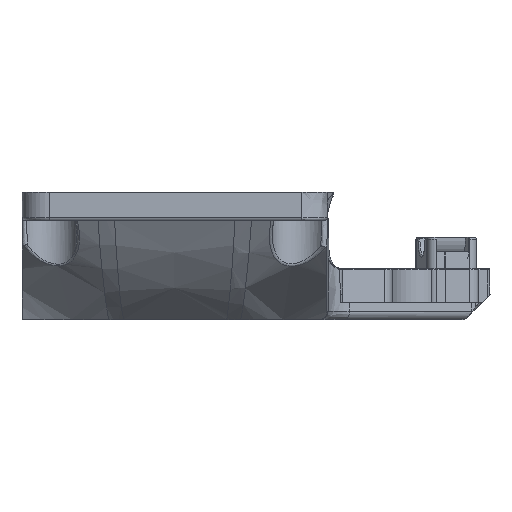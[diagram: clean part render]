
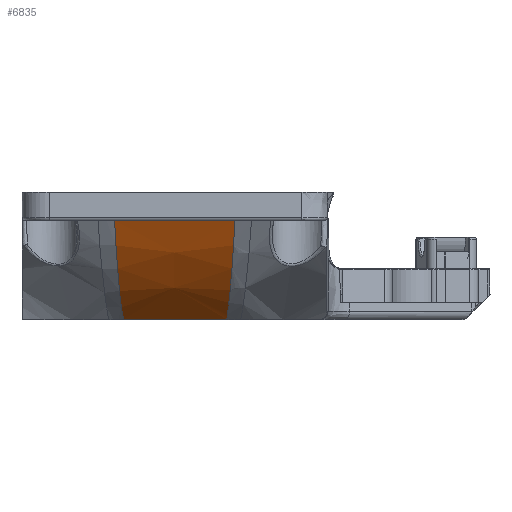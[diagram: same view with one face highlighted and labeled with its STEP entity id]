
A CAD part, front view. The second image highlights one B-rep face of the part: STEP entity #6835.
In plain terms, the highlighted free-form (B-spline) face has degree [3, 3] with [6, 4] control points.
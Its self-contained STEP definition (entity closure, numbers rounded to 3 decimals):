
#141=B_SPLINE_SURFACE_WITH_KNOTS('',3,3,((#19762,#19763,#19764,#19765),
(#19766,#19767,#19768,#19769),(#19770,#19771,#19772,#19773),(#19774,#19775,
#19776,#19777),(#19778,#19779,#19780,#19781),(#19782,#19783,#19784,#19785)),
 .UNSPECIFIED.,.F.,.F.,.F.,(4,2,4),(4,4),(0.,1.,1.996),
(0.349,1.),.UNSPECIFIED.);
#375=ELLIPSE('',#7352,67.387,35.601);
#742=B_SPLINE_CURVE_WITH_KNOTS('',3,(#19746,#19747,#19748,#19749),
 .UNSPECIFIED.,.F.,.F.,(4,4),(0.665,0.961),
 .UNSPECIFIED.);
#744=B_SPLINE_CURVE_WITH_KNOTS('',3,(#19758,#19759,#19760,#19761),
 .UNSPECIFIED.,.F.,.F.,(4,4),(0.349,0.665),
 .UNSPECIFIED.);
#745=B_SPLINE_CURVE_WITH_KNOTS('',3,(#19787,#19788,#19789,#19790,#19791,
#19792,#19793,#19794,#19795,#19796,#19797,#19798,#19799,#19800,#19801,#19802,
#19803,#19804,#19805,#19806,#19807,#19808,#19809,#19810,#19811,#19812,#19813,
#19814,#19815,#19816,#19817,#19818,#19819,#19820,#19821,#19822,#19823,#19824),
 .UNSPECIFIED.,.F.,.F.,(4,2,2,2,2,2,2,2,2,2,2,2,2,2,2,2,2,2,4),(0.668,
0.67,0.709,0.748,0.789,
0.831,0.874,0.92,0.968,
1.017,1.068,1.122,1.176,1.231,
1.236,1.249,1.268,1.299,1.34),
 .UNSPECIFIED.);
#746=B_SPLINE_CURVE_WITH_KNOTS('',3,(#19825,#19826,#19827,#19828,#19829,
#19830,#19831,#19832,#19833,#19834,#19835,#19836,#19837,#19838,#19839,#19840),
 .UNSPECIFIED.,.F.,.F.,(4,2,2,2,2,2,2,4),(0.223,0.296,
0.371,0.452,0.535,0.625,
0.633,0.668),.UNSPECIFIED.);
#1262=FACE_OUTER_BOUND('',#1657,.T.);
#1657=EDGE_LOOP('',(#5728,#5729,#5730,#5731,#5732,#5733,#5734));
#1902=LINE('',#16849,#2169);
#2003=LINE('',#19196,#2270);
#2169=VECTOR('',#7926,10.);
#2270=VECTOR('',#8359,10.);
#2887=VERTEX_POINT('',#16846);
#2888=VERTEX_POINT('',#16848);
#3077=VERTEX_POINT('',#19193);
#3078=VERTEX_POINT('',#19195);
#3092=VERTEX_POINT('',#19744);
#3093=VERTEX_POINT('',#19745);
#3094=VERTEX_POINT('',#19786);
#3760=EDGE_CURVE('',#2887,#2888,#1902,.T.);
#4031=EDGE_CURVE('',#3077,#3078,#2003,.F.);
#4061=EDGE_CURVE('',#3092,#3093,#742,.T.);
#4062=EDGE_CURVE('',#3093,#2887,#375,.T.);
#4064=EDGE_CURVE('',#3078,#3092,#744,.T.);
#4065=EDGE_CURVE('',#3094,#2888,#745,.T.);
#4066=EDGE_CURVE('',#3077,#3094,#746,.T.);
#5728=ORIENTED_EDGE('',*,*,#4065,.T.);
#5729=ORIENTED_EDGE('',*,*,#3760,.F.);
#5730=ORIENTED_EDGE('',*,*,#4062,.F.);
#5731=ORIENTED_EDGE('',*,*,#4061,.F.);
#5732=ORIENTED_EDGE('',*,*,#4064,.F.);
#5733=ORIENTED_EDGE('',*,*,#4031,.F.);
#5734=ORIENTED_EDGE('',*,*,#4066,.T.);
#6835=ADVANCED_FACE('',(#1262),#141,.T.);
#7352=AXIS2_PLACEMENT_3D('',#19750,#8410,#8411);
#7926=DIRECTION('',(-1.,0.,0.));
#8359=DIRECTION('',(-1.,0.,0.));
#8410=DIRECTION('center_axis',(0.996,0.091,0.));
#8411=DIRECTION('ref_axis',(-0.01,0.11,0.994));
#16846=CARTESIAN_POINT('',(50.929,71.066,10.117));
#16848=CARTESIAN_POINT('',(38.774,71.067,10.117));
#16849=CARTESIAN_POINT('',(44.697,71.066,10.117));
#19193=CARTESIAN_POINT('',(37.711,60.44,21.817));
#19195=CARTESIAN_POINT('',(51.898,60.44,21.817));
#19196=CARTESIAN_POINT('',(51.898,60.44,21.817));
#19744=CARTESIAN_POINT('',(51.545,64.319,16.117));
#19745=CARTESIAN_POINT('',(51.013,70.146,10.717));
#19746=CARTESIAN_POINT('Ctrl Pts',(51.545,64.319,16.117));
#19747=CARTESIAN_POINT('Ctrl Pts',(51.4,65.907,14.206));
#19748=CARTESIAN_POINT('Ctrl Pts',(51.222,67.85,12.292));
#19749=CARTESIAN_POINT('Ctrl Pts',(51.013,70.146,10.717));
#19750=CARTESIAN_POINT('Origin',(49.493,86.818,74.134));
#19758=CARTESIAN_POINT('Ctrl Pts',(51.898,60.44,21.817));
#19759=CARTESIAN_POINT('Ctrl Pts',(51.817,61.33,20.195));
#19760=CARTESIAN_POINT('Ctrl Pts',(51.699,62.623,18.157));
#19761=CARTESIAN_POINT('Ctrl Pts',(51.545,64.319,16.117));
#19762=CARTESIAN_POINT('Ctrl Pts',(51.898,60.44,21.817));
#19763=CARTESIAN_POINT('Ctrl Pts',(51.731,62.274,18.475));
#19764=CARTESIAN_POINT('Ctrl Pts',(51.408,65.816,13.371));
#19765=CARTESIAN_POINT('Ctrl Pts',(50.929,71.066,10.117));
#19766=CARTESIAN_POINT('Ctrl Pts',(50.924,60.44,21.817));
#19767=CARTESIAN_POINT('Ctrl Pts',(50.416,62.274,18.475));
#19768=CARTESIAN_POINT('Ctrl Pts',(49.565,65.816,13.371));
#19769=CARTESIAN_POINT('Ctrl Pts',(48.852,71.066,10.117));
#19770=CARTESIAN_POINT('Ctrl Pts',(47.159,60.44,21.817));
#19771=CARTESIAN_POINT('Ctrl Pts',(47.093,62.274,18.475));
#19772=CARTESIAN_POINT('Ctrl Pts',(46.965,65.816,13.371));
#19773=CARTESIAN_POINT('Ctrl Pts',(46.775,71.066,10.117));
#19774=CARTESIAN_POINT('Ctrl Pts',(42.43,60.44,21.817));
#19775=CARTESIAN_POINT('Ctrl Pts',(42.464,62.274,18.475));
#19776=CARTESIAN_POINT('Ctrl Pts',(42.531,65.816,13.371));
#19777=CARTESIAN_POINT('Ctrl Pts',(42.629,71.066,10.117));
#19778=CARTESIAN_POINT('Ctrl Pts',(40.07,60.44,21.817));
#19779=CARTESIAN_POINT('Ctrl Pts',(40.155,62.274,18.475));
#19780=CARTESIAN_POINT('Ctrl Pts',(40.318,65.816,13.371));
#19781=CARTESIAN_POINT('Ctrl Pts',(40.56,71.066,10.117));
#19782=CARTESIAN_POINT('Ctrl Pts',(37.711,60.44,21.817));
#19783=CARTESIAN_POINT('Ctrl Pts',(37.846,62.274,18.475));
#19784=CARTESIAN_POINT('Ctrl Pts',(38.106,65.816,13.371));
#19785=CARTESIAN_POINT('Ctrl Pts',(38.491,71.067,10.117));
#19786=CARTESIAN_POINT('',(38.068,64.319,16.117));
#19787=CARTESIAN_POINT('Ctrl Pts',(38.068,64.319,16.117));
#19788=CARTESIAN_POINT('Ctrl Pts',(38.069,64.329,16.105));
#19789=CARTESIAN_POINT('Ctrl Pts',(38.07,64.339,16.093));
#19790=CARTESIAN_POINT('Ctrl Pts',(38.083,64.489,15.913));
#19791=CARTESIAN_POINT('Ctrl Pts',(38.096,64.629,15.748));
#19792=CARTESIAN_POINT('Ctrl Pts',(38.122,64.913,15.42));
#19793=CARTESIAN_POINT('Ctrl Pts',(38.135,65.057,15.257));
#19794=CARTESIAN_POINT('Ctrl Pts',(38.161,65.35,14.933));
#19795=CARTESIAN_POINT('Ctrl Pts',(38.175,65.498,14.772));
#19796=CARTESIAN_POINT('Ctrl Pts',(38.202,65.798,14.453));
#19797=CARTESIAN_POINT('Ctrl Pts',(38.216,65.95,14.295));
#19798=CARTESIAN_POINT('Ctrl Pts',(38.244,66.257,13.981));
#19799=CARTESIAN_POINT('Ctrl Pts',(38.258,66.413,13.825));
#19800=CARTESIAN_POINT('Ctrl Pts',(38.288,66.731,13.515));
#19801=CARTESIAN_POINT('Ctrl Pts',(38.303,66.893,13.36));
#19802=CARTESIAN_POINT('Ctrl Pts',(38.334,67.22,13.054));
#19803=CARTESIAN_POINT('Ctrl Pts',(38.35,67.385,12.904));
#19804=CARTESIAN_POINT('Ctrl Pts',(38.382,67.717,12.608));
#19805=CARTESIAN_POINT('Ctrl Pts',(38.398,67.885,12.463));
#19806=CARTESIAN_POINT('Ctrl Pts',(38.432,68.22,12.178));
#19807=CARTESIAN_POINT('Ctrl Pts',(38.449,68.389,12.039));
#19808=CARTESIAN_POINT('Ctrl Pts',(38.485,68.728,11.765));
#19809=CARTESIAN_POINT('Ctrl Pts',(38.503,68.899,11.63));
#19810=CARTESIAN_POINT('Ctrl Pts',(38.541,69.239,11.369));
#19811=CARTESIAN_POINT('Ctrl Pts',(38.56,69.409,11.243));
#19812=CARTESIAN_POINT('Ctrl Pts',(38.599,69.746,10.997));
#19813=CARTESIAN_POINT('Ctrl Pts',(38.619,69.914,10.878));
#19814=CARTESIAN_POINT('Ctrl Pts',(38.642,70.092,10.755));
#19815=CARTESIAN_POINT('Ctrl Pts',(38.643,70.106,10.745));
#19816=CARTESIAN_POINT('Ctrl Pts',(38.65,70.16,10.708));
#19817=CARTESIAN_POINT('Ctrl Pts',(38.655,70.199,10.681));
#19818=CARTESIAN_POINT('Ctrl Pts',(38.667,70.294,10.617));
#19819=CARTESIAN_POINT('Ctrl Pts',(38.675,70.35,10.579));
#19820=CARTESIAN_POINT('Ctrl Pts',(38.694,70.5,10.48));
#19821=CARTESIAN_POINT('Ctrl Pts',(38.707,70.594,10.418));
#19822=CARTESIAN_POINT('Ctrl Pts',(38.738,70.814,10.275));
#19823=CARTESIAN_POINT('Ctrl Pts',(38.756,70.94,10.196));
#19824=CARTESIAN_POINT('Ctrl Pts',(38.774,71.067,10.117));
#19825=CARTESIAN_POINT('Ctrl Pts',(37.711,60.44,21.817));
#19826=CARTESIAN_POINT('Ctrl Pts',(37.724,60.587,21.549));
#19827=CARTESIAN_POINT('Ctrl Pts',(37.739,60.745,21.271));
#19828=CARTESIAN_POINT('Ctrl Pts',(37.77,61.087,20.685));
#19829=CARTESIAN_POINT('Ctrl Pts',(37.787,61.273,20.378));
#19830=CARTESIAN_POINT('Ctrl Pts',(37.825,61.68,19.726));
#19831=CARTESIAN_POINT('Ctrl Pts',(37.845,61.903,19.382));
#19832=CARTESIAN_POINT('Ctrl Pts',(37.89,62.386,18.665));
#19833=CARTESIAN_POINT('Ctrl Pts',(37.914,62.646,18.292));
#19834=CARTESIAN_POINT('Ctrl Pts',(37.966,63.214,17.512));
#19835=CARTESIAN_POINT('Ctrl Pts',(37.994,63.522,17.105));
#19836=CARTESIAN_POINT('Ctrl Pts',(38.027,63.876,16.661));
#19837=CARTESIAN_POINT('Ctrl Pts',(38.03,63.905,16.624));
#19838=CARTESIAN_POINT('Ctrl Pts',(38.044,64.062,16.428));
#19839=CARTESIAN_POINT('Ctrl Pts',(38.056,64.19,16.271));
#19840=CARTESIAN_POINT('Ctrl Pts',(38.068,64.319,16.117));
